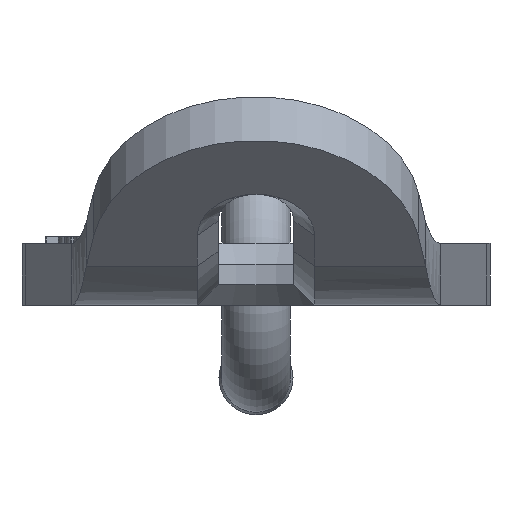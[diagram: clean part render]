
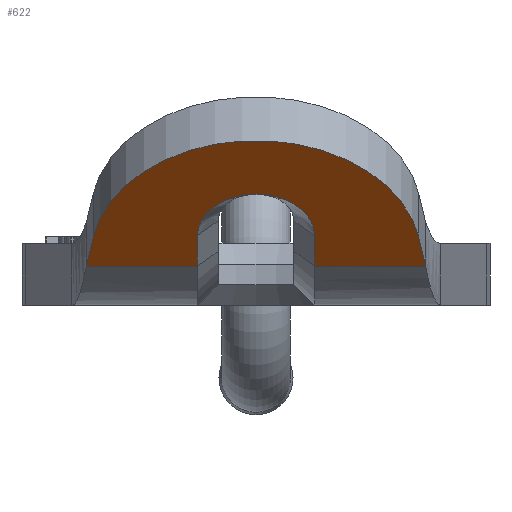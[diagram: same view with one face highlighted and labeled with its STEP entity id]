
A CAD part, front view. The second image highlights one B-rep face of the part: STEP entity #622.
In plain terms, the highlighted planar face has unit normal (0, -0.707, -0.707).
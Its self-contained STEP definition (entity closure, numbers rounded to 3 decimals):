
#242=FACE_OUTER_BOUND('',#1589,.T.);
#479=CIRCLE('',#4983,24.);
#506=CIRCLE('',#5038,8.5);
#622=ADVANCED_FACE('',(#242),#847,.T.);
#847=PLANE('',#5039);
#1589=EDGE_LOOP('',(#2378,#2379,#2380,#2381,#2382,#2383,#2384,#2385));
#2378=ORIENTED_EDGE('',*,*,#3947,.T.);
#2379=ORIENTED_EDGE('',*,*,#3948,.T.);
#2380=ORIENTED_EDGE('',*,*,#3941,.T.);
#2381=ORIENTED_EDGE('',*,*,#3932,.F.);
#2382=ORIENTED_EDGE('',*,*,#3874,.F.);
#2383=ORIENTED_EDGE('',*,*,#3877,.F.);
#2384=ORIENTED_EDGE('',*,*,#3946,.T.);
#2385=ORIENTED_EDGE('',*,*,#3949,.T.);
#3368=VERTEX_POINT('',#8305);
#3371=VERTEX_POINT('',#8310);
#3373=VERTEX_POINT('',#8316);
#3383=VERTEX_POINT('',#8382);
#3414=VERTEX_POINT('',#8499);
#3417=VERTEX_POINT('',#8507);
#3418=VERTEX_POINT('',#8511);
#3419=VERTEX_POINT('',#8512);
#3874=EDGE_CURVE('',#3371,#3368,#479,.T.);
#3877=EDGE_CURVE('',#3373,#3371,#4344,.T.);
#3932=EDGE_CURVE('',#3368,#3383,#4374,.T.);
#3941=EDGE_CURVE('',#3414,#3383,#4380,.T.);
#3946=EDGE_CURVE('',#3373,#3417,#4383,.T.);
#3947=EDGE_CURVE('',#3418,#3419,#506,.T.);
#3948=EDGE_CURVE('',#3419,#3414,#4384,.T.);
#3949=EDGE_CURVE('',#3417,#3418,#4385,.T.);
#4344=LINE('',#8317,#4653);
#4374=LINE('',#8481,#4683);
#4380=LINE('',#8498,#4689);
#4383=LINE('',#8508,#4692);
#4384=LINE('',#8513,#4693);
#4385=LINE('',#8514,#4694);
#4653=VECTOR('',#5451,1.);
#4683=VECTOR('',#5565,1.);
#4689=VECTOR('',#5585,1.);
#4692=VECTOR('',#5594,1.);
#4693=VECTOR('',#5599,1.);
#4694=VECTOR('',#5600,1.);
#4983=AXIS2_PLACEMENT_3D('',#8311,#5445,#5446);
#5038=AXIS2_PLACEMENT_3D('',#8510,#5597,#5598);
#5039=AXIS2_PLACEMENT_3D('',#8515,#5601,#5602);
#5445=DIRECTION('',(0.,0.707,0.707));
#5446=DIRECTION('',(0.,0.707,-0.707));
#5451=DIRECTION('',(0.166,-0.697,0.697));
#5565=DIRECTION('',(0.166,0.697,-0.697));
#5585=DIRECTION('',(1.,0.,0.));
#5594=DIRECTION('',(1.,0.,0.));
#5597=DIRECTION('',(0.,0.707,0.707));
#5598=DIRECTION('',(0.,0.707,-0.707));
#5599=DIRECTION('',(0.,0.707,-0.707));
#5600=DIRECTION('',(0.,-0.707,0.707));
#5601=DIRECTION('',(0.,-0.707,-0.707));
#5602=DIRECTION('',(-1.,0.,0.));
#8305=CARTESIAN_POINT('',(23.667,-63.862,5.285));
#8310=CARTESIAN_POINT('',(-23.667,-63.862,5.285));
#8311=CARTESIAN_POINT('',(0.,-61.043,2.466));
#8316=CARTESIAN_POINT('',(-24.637,-59.789,1.211));
#8317=CARTESIAN_POINT('',(-33.528,-22.469,-36.109));
#8382=CARTESIAN_POINT('',(24.637,-59.789,1.211));
#8481=CARTESIAN_POINT('',(23.667,-63.862,5.285));
#8498=CARTESIAN_POINT('',(-100.,-59.789,1.211));
#8499=CARTESIAN_POINT('',(8.5,-59.789,1.211));
#8507=CARTESIAN_POINT('',(-8.5,-59.789,1.211));
#8508=CARTESIAN_POINT('',(-100.,-59.789,1.211));
#8510=CARTESIAN_POINT('',(0.,-64.225,5.648));
#8511=CARTESIAN_POINT('',(-8.5,-64.225,5.648));
#8512=CARTESIAN_POINT('',(8.5,-64.225,5.648));
#8513=CARTESIAN_POINT('',(8.5,-59.789,1.211));
#8514=CARTESIAN_POINT('',(-8.5,-64.225,5.648));
#8515=CARTESIAN_POINT('',(-100.,-55.395,-3.182));
